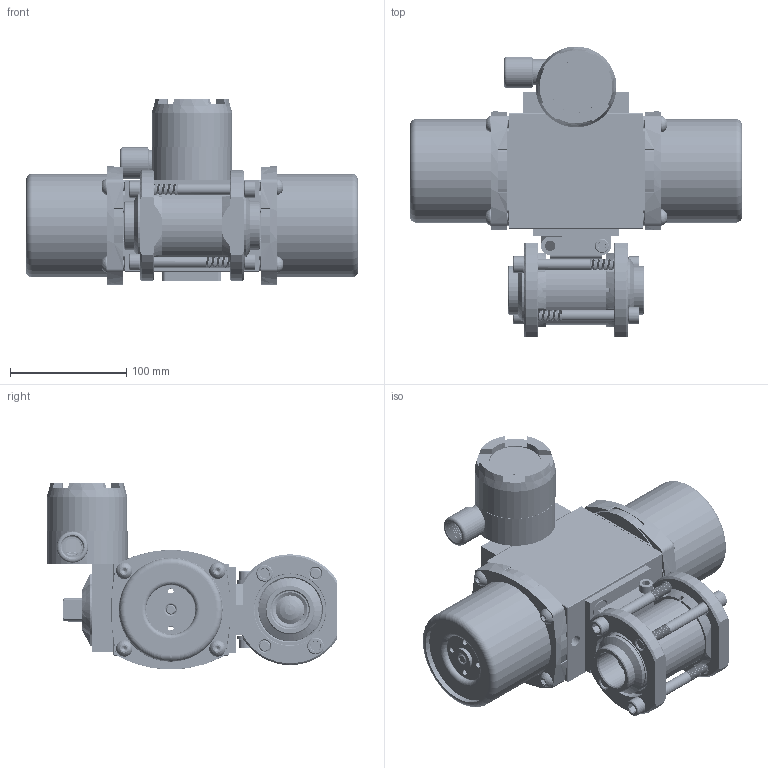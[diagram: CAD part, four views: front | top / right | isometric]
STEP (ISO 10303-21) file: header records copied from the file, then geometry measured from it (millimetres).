
FILE_DESCRIPTION (( 'STEP AP203' ), '1' );
FILE_NAME ('21XXTSWSA522SRLS.step', '2018-03-15T12:28:42', ( '' ), ( '' ), 'SwSTEP 2.0', 'SolidWorks 2017', '' );
FILE_SCHEMA (( 'CONFIG_CONTROL_DESIGN' ));
Products named in the file (1): 21XXTSWSA522SRLS
Bounding box: 285.09 x 249.71 x 160.36 mm (x, y, z)
Volume: 1475938.1 mm3; surface area: 574981.9 mm2
Topology: 59 solids, 59 shells, 5028 faces, 13064 edges, 8208 vertices
Faces by surface type: cylinder 2233, cone 1606, plane 911, torus 191, bspline 69, sphere 18
Entity records: 187987 total; most frequent: CARTESIAN_POINT 65058, DIRECTION 26973, ORIENTED_EDGE 25900, EDGE_CURVE 12950, AXIS2_PLACEMENT_3D 10814, VERTEX_POINT 8204, CIRCLE 5854, EDGE_LOOP 5426
